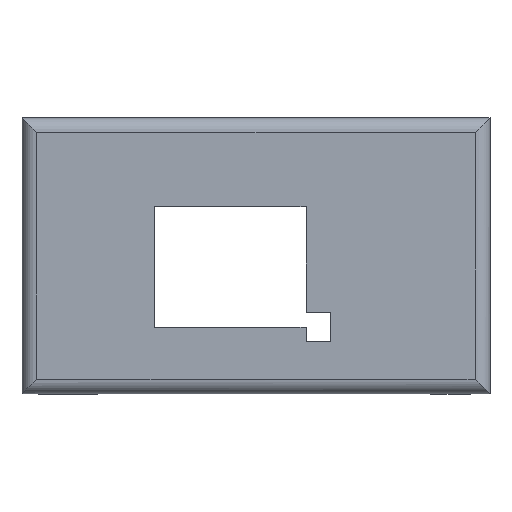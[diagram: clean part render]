
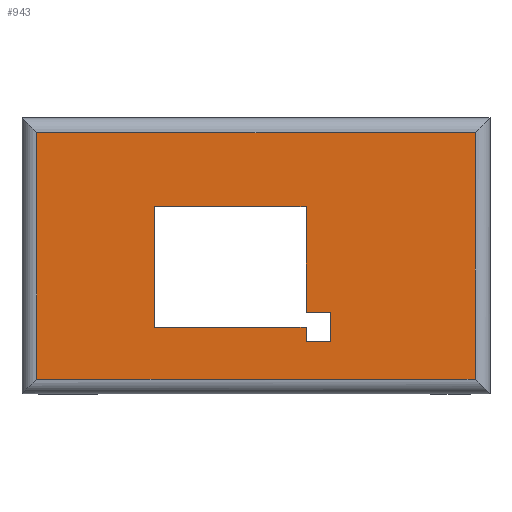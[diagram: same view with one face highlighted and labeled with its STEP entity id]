
A CAD part, top view. The second image highlights one B-rep face of the part: STEP entity #943.
In plain terms, the highlighted planar face has unit normal (0, 0, 1).
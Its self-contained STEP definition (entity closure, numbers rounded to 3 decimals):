
#15=CIRCLE('',#1006,1.5);
#25=FACE_BOUND('',#83,.T.);
#31=FACE_OUTER_BOUND('',#82,.T.);
#82=EDGE_LOOP('',(#659,#660,#661,#662,#663,#664));
#83=EDGE_LOOP('',(#665,#666,#667,#668,#669,#670,#671,#672));
#129=LINE('',#1307,#261);
#155=LINE('',#1362,#287);
#156=LINE('',#1366,#288);
#157=LINE('',#1370,#289);
#159=LINE('',#1376,#291);
#161=LINE('',#1381,#293);
#162=LINE('',#1383,#294);
#163=LINE('',#1385,#295);
#164=LINE('',#1387,#296);
#165=LINE('',#1389,#297);
#166=LINE('',#1391,#298);
#167=LINE('',#1393,#299);
#168=LINE('',#1394,#300);
#261=VECTOR('',#1062,10.);
#287=VECTOR('',#1094,10.);
#288=VECTOR('',#1097,10.);
#289=VECTOR('',#1102,10.);
#291=VECTOR('',#1108,10.);
#293=VECTOR('',#1114,10.);
#294=VECTOR('',#1115,10.);
#295=VECTOR('',#1116,10.);
#296=VECTOR('',#1117,10.);
#297=VECTOR('',#1118,10.);
#298=VECTOR('',#1119,10.);
#299=VECTOR('',#1120,10.);
#300=VECTOR('',#1121,10.);
#392=VERTEX_POINT('',#1303);
#394=VERTEX_POINT('',#1306);
#419=VERTEX_POINT('',#1359);
#420=VERTEX_POINT('',#1361);
#421=VERTEX_POINT('',#1363);
#422=VERTEX_POINT('',#1365);
#423=VERTEX_POINT('',#1369);
#425=VERTEX_POINT('',#1375);
#427=VERTEX_POINT('',#1382);
#428=VERTEX_POINT('',#1384);
#429=VERTEX_POINT('',#1386);
#430=VERTEX_POINT('',#1388);
#431=VERTEX_POINT('',#1390);
#432=VERTEX_POINT('',#1392);
#482=EDGE_CURVE('',#394,#392,#129,.T.);
#509=EDGE_CURVE('',#419,#420,#155,.T.);
#510=EDGE_CURVE('',#420,#421,#15,.T.);
#511=EDGE_CURVE('',#421,#422,#156,.T.);
#513=EDGE_CURVE('',#422,#423,#157,.T.);
#516=EDGE_CURVE('',#423,#425,#159,.T.);
#519=EDGE_CURVE('',#425,#419,#161,.T.);
#520=EDGE_CURVE('',#392,#427,#162,.T.);
#521=EDGE_CURVE('',#427,#428,#163,.T.);
#522=EDGE_CURVE('',#429,#428,#164,.F.);
#523=EDGE_CURVE('',#429,#430,#165,.F.);
#524=EDGE_CURVE('',#430,#431,#166,.F.);
#525=EDGE_CURVE('',#431,#432,#167,.F.);
#526=EDGE_CURVE('',#432,#394,#168,.T.);
#659=ORIENTED_EDGE('',*,*,#519,.F.);
#660=ORIENTED_EDGE('',*,*,#516,.F.);
#661=ORIENTED_EDGE('',*,*,#513,.F.);
#662=ORIENTED_EDGE('',*,*,#511,.F.);
#663=ORIENTED_EDGE('',*,*,#510,.F.);
#664=ORIENTED_EDGE('',*,*,#509,.F.);
#665=ORIENTED_EDGE('',*,*,#520,.T.);
#666=ORIENTED_EDGE('',*,*,#521,.T.);
#667=ORIENTED_EDGE('',*,*,#522,.F.);
#668=ORIENTED_EDGE('',*,*,#523,.T.);
#669=ORIENTED_EDGE('',*,*,#524,.T.);
#670=ORIENTED_EDGE('',*,*,#525,.T.);
#671=ORIENTED_EDGE('',*,*,#526,.T.);
#672=ORIENTED_EDGE('',*,*,#482,.T.);
#894=PLANE('',#1012);
#943=ADVANCED_FACE('',(#31,#25),#894,.T.);
#1006=AXIS2_PLACEMENT_3D('',#1364,#1095,#1096);
#1012=AXIS2_PLACEMENT_3D('',#1380,#1112,#1113);
#1062=DIRECTION('',(0.,1.,0.));
#1094=DIRECTION('',(-1.,0.,0.));
#1095=DIRECTION('center_axis',(-1.,0.,0.));
#1096=DIRECTION('ref_axis',(0.,-0.707,0.707));
#1097=DIRECTION('',(-1.,0.,0.));
#1102=DIRECTION('',(0.,1.,0.));
#1108=DIRECTION('',(1.,0.,0.));
#1112=DIRECTION('center_axis',(0.,0.,1.));
#1113=DIRECTION('ref_axis',(1.,0.,0.));
#1114=DIRECTION('',(0.,-1.,0.));
#1115=DIRECTION('',(1.,0.,0.));
#1116=DIRECTION('',(0.,-1.,0.));
#1117=DIRECTION('',(1.,0.,0.));
#1118=DIRECTION('',(0.,1.,0.));
#1119=DIRECTION('',(1.,0.,0.));
#1120=DIRECTION('',(0.,-1.,0.));
#1121=DIRECTION('',(-1.,0.,0.));
#1303=CARTESIAN_POINT('',(12.1,40.56,19.1));
#1306=CARTESIAN_POINT('',(12.1,28.36,19.1));
#1307=CARTESIAN_POINT('',(12.1,38.014,19.1));
#1359=CARTESIAN_POINT('',(44.649,23.075,19.1));
#1361=CARTESIAN_POINT('',(42.148,23.075,19.1));
#1362=CARTESIAN_POINT('',(9.773,23.075,19.1));
#1363=CARTESIAN_POINT('',(42.148,23.082,19.1));
#1364=CARTESIAN_POINT('Origin',(42.148,23.082,17.6));
#1365=CARTESIAN_POINT('',(0.207,23.082,19.1));
#1366=CARTESIAN_POINT('',(9.773,23.082,19.1));
#1369=CARTESIAN_POINT('',(0.207,48.055,19.1));
#1370=CARTESIAN_POINT('',(0.207,42.562,19.1));
#1375=CARTESIAN_POINT('',(44.649,48.055,19.1));
#1376=CARTESIAN_POINT('',(32.503,48.055,19.1));
#1380=CARTESIAN_POINT('Origin',(21.138,35.569,19.1));
#1381=CARTESIAN_POINT('',(44.649,28.575,19.1));
#1382=CARTESIAN_POINT('',(27.5,40.56,19.1));
#1383=CARTESIAN_POINT('',(16.719,40.56,19.1));
#1384=CARTESIAN_POINT('',(27.5,29.86,19.1));
#1385=CARTESIAN_POINT('',(27.5,38.014,19.1));
#1386=CARTESIAN_POINT('',(30.,29.86,19.1));
#1387=CARTESIAN_POINT('',(24.319,29.86,19.1));
#1388=CARTESIAN_POINT('',(30.,26.86,19.1));
#1389=CARTESIAN_POINT('',(30.,35.014,19.1));
#1390=CARTESIAN_POINT('',(27.5,26.86,19.1));
#1391=CARTESIAN_POINT('',(24.319,26.86,19.1));
#1392=CARTESIAN_POINT('',(27.5,28.36,19.1));
#1393=CARTESIAN_POINT('',(27.5,33.464,19.1));
#1394=CARTESIAN_POINT('',(16.769,28.36,19.1));
